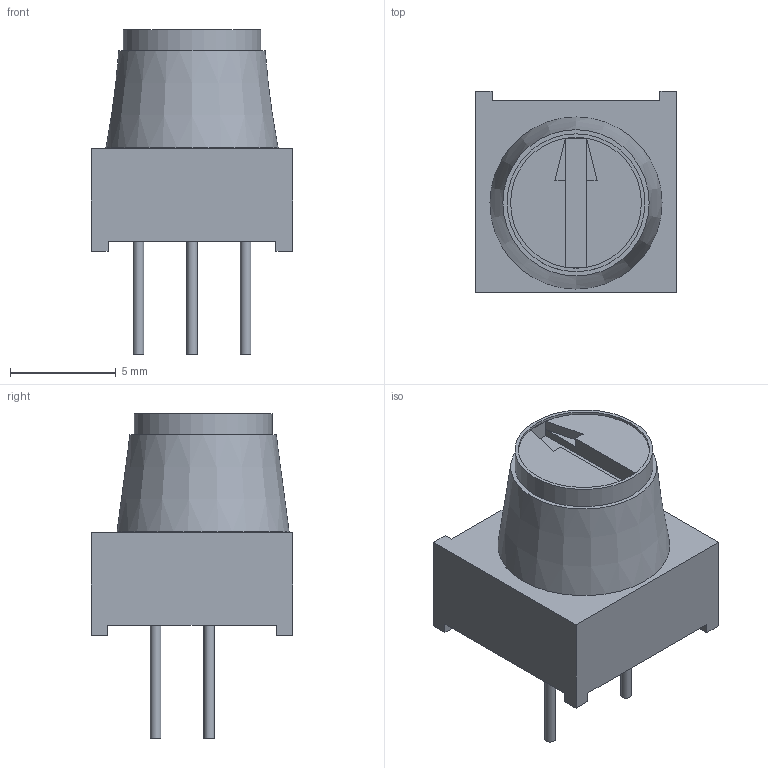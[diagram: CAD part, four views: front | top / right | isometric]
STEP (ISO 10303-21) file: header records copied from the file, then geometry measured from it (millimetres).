
FILE_DESCRIPTION(('FreeCAD Model'),'2;1');
FILE_NAME('Open CASCADE Shape Model','2023-09-19T23:47:39',(''),(''), 'Open CASCADE STEP processor 7.6','FreeCAD','Unknown');
FILE_SCHEMA(('AUTOMOTIVE_DESIGN { 1 0 10303 214 1 1 1 1 }'));
Length unit declared in the file: millimetre
Products named in the file (3): Trimpot with knob; trimpot; knob
Assembly tree (2 placements, depth 2):
  Trimpot with knob
    trimpot
    knob
Bounding box: 9.55 x 9.55 x 15.37 mm (x, y, z)
Volume: 614.6 mm3; surface area: 713.9 mm2
Topology: 2 solids, 2 shells, 71 faces, 173 edges, 114 vertices
Faces by surface type: plane 63, cylinder 7, cone 1
Full cylindrical faces by diameter (mm): 0.5 x3, 3.7 x2, 6.2 x1, 6.53 x1
Entity records: 4304 total; most frequent: CARTESIAN_POINT 910, DIRECTION 538, ORIENTED_EDGE 346, PCURVE 346, DEFINITIONAL_REPRESENTATION 346, LINE 328, VECTOR 328, EDGE_CURVE 173
